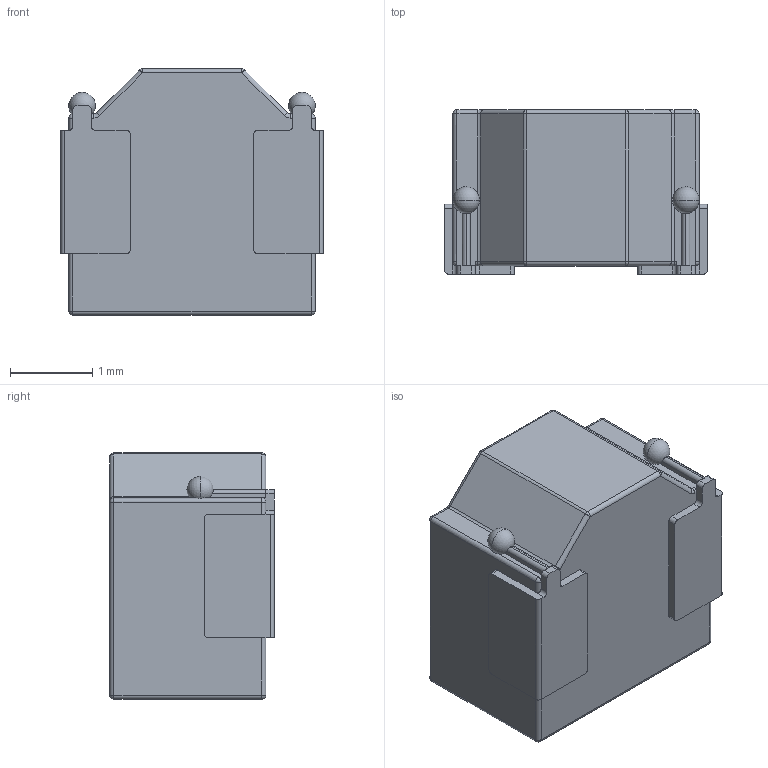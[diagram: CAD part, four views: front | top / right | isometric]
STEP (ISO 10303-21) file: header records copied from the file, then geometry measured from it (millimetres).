
FILE_DESCRIPTION (( 'STEP AP214' ), '1' );
FILE_NAME ('SPM3020.STEP', '2016-01-25T06:56:01', ( '' ), ( '' ), 'SwSTEP 2.0', 'SolidWorks 2015', '' );
FILE_SCHEMA (( 'AUTOMOTIVE_DESIGN' ));
Length unit declared in the file: millimetre
Products named in the file (1): SPM3020
Bounding box: 3.2 x 2 x 3 mm (x, y, z)
Volume: 16.4 mm3; surface area: 40.2 mm2
Topology: 1 solids, 1 shells, 108 faces, 292 edges, 170 vertices
Faces by surface type: cylinder 48, plane 40, sphere 16, torus 4
Entity records: 3950 total; most frequent: CARTESIAN_POINT 673, DIRECTION 588, ORIENTED_EDGE 544, EDGE_CURVE 272, AXIS2_PLACEMENT_3D 217, VERTEX_POINT 166, VECTOR 154, LINE 154
